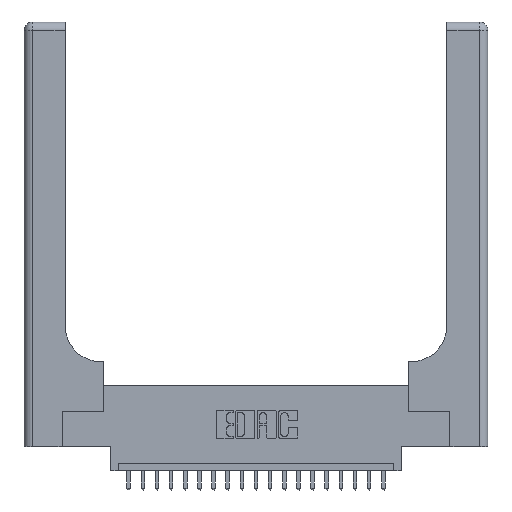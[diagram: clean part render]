
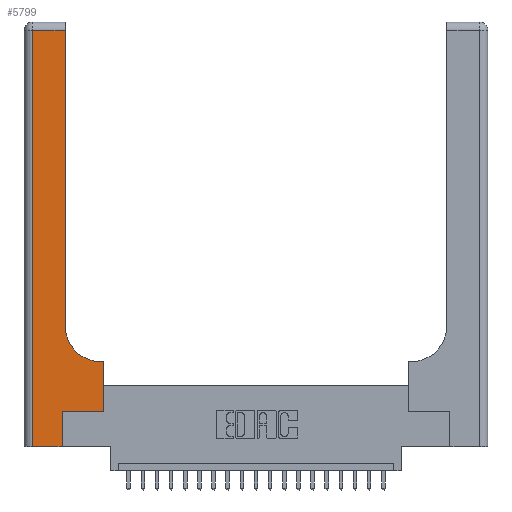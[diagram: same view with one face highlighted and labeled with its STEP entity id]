
A CAD part, top view. The second image highlights one B-rep face of the part: STEP entity #5799.
In plain terms, the highlighted planar face has unit normal (0, 0, 1).
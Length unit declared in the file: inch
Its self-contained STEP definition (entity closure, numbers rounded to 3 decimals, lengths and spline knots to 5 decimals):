
#330 = VECTOR ( 'NONE', #21541, 39.37008 ) ;
#343 = EDGE_CURVE ( 'NONE', #10240, #15840, #10102, .T. ) ;
#645 = ORIENTED_EDGE ( 'NONE', *, *, #1061, .T. ) ;
#763 = CARTESIAN_POINT ( 'NONE',  ( 0.2915, 0.6, 0.37 ) ) ;
#829 = EDGE_CURVE ( 'NONE', #15840, #20979, #18307, .T. ) ;
#1061 = EDGE_CURVE ( 'NONE', #2297, #6718, #4098, .T. ) ;
#1179 = ORIENTED_EDGE ( 'NONE', *, *, #11995, .T. ) ;
#1487 = EDGE_LOOP ( 'NONE', ( #1179, #18502, #1643, #12373, #12939, #9880, #19155, #1730, #645 ) ) ;
#1600 = EDGE_CURVE ( 'NONE', #20979, #8969, #12268, .T. ) ;
#1643 = ORIENTED_EDGE ( 'NONE', *, *, #19047, .T. ) ;
#1730 = ORIENTED_EDGE ( 'NONE', *, *, #13609, .T. ) ;
#1756 = CARTESIAN_POINT ( 'NONE',  ( 0.2915, 0.85, 0.37 ) ) ;
#2100 = VECTOR ( 'NONE', #13032, 39.37008 ) ;
#2297 = VERTEX_POINT ( 'NONE', #7037 ) ;
#2680 = DIRECTION ( 'NONE',  ( 1., 0., 0. ) ) ;
#2890 = CARTESIAN_POINT ( 'NONE',  ( 0.06, 0., 0.37 ) ) ;
#2901 = VECTOR ( 'NONE', #7402, 39.37008 ) ;
#3482 = DIRECTION ( 'NONE',  ( -1., 0., 0. ) ) ;
#3800 = VECTOR ( 'NONE', #8431, 39.37008 ) ;
#4098 = CIRCLE ( 'NONE', #13570, 0.25 ) ;
#4130 = CARTESIAN_POINT ( 'NONE',  ( 0.5585, 0.25, 0.37 ) ) ;
#4953 = LINE ( 'NONE', #16138, #17266 ) ;
#5171 = DIRECTION ( 'NONE',  ( 0., 0., -1. ) ) ;
#5799 = ADVANCED_FACE ( 'NONE', ( #16432 ), #8538, .F. ) ;
#6520 = VECTOR ( 'NONE', #18152, 39.37008 ) ;
#6607 = LINE ( 'NONE', #17009, #10743 ) ;
#6685 = DIRECTION ( 'NONE',  ( -1., 0., 0. ) ) ;
#6718 = VERTEX_POINT ( 'NONE', #1756 ) ;
#7037 = CARTESIAN_POINT ( 'NONE',  ( 0.5415, 0.6, 0.37 ) ) ;
#7402 = DIRECTION ( 'NONE',  ( 0., -1., 0. ) ) ;
#7761 = CARTESIAN_POINT ( 'NONE',  ( 0., 0., 0.37 ) ) ;
#8431 = DIRECTION ( 'NONE',  ( 0., 1., 0. ) ) ;
#8538 = PLANE ( 'NONE',  #17546 ) ;
#8969 = VERTEX_POINT ( 'NONE', #20502 ) ;
#8994 = CARTESIAN_POINT ( 'NONE',  ( 0.269, 0.25, 0.37 ) ) ;
#9524 = DIRECTION ( 'NONE',  ( 0., 0., -1. ) ) ;
#9600 = CARTESIAN_POINT ( 'NONE',  ( 0.5415, 0.85, 0.37 ) ) ;
#9676 = LINE ( 'NONE', #4130, #330 ) ;
#9880 = ORIENTED_EDGE ( 'NONE', *, *, #1600, .T. ) ;
#10102 = LINE ( 'NONE', #7761, #6520 ) ;
#10240 = VERTEX_POINT ( 'NONE', #2890 ) ;
#10743 = VECTOR ( 'NONE', #6685, 39.37008 ) ;
#10865 = CARTESIAN_POINT ( 'NONE',  ( 0.06, 3., 0.37 ) ) ;
#11524 = CARTESIAN_POINT ( 'NONE',  ( 0.269, 0., 0.37 ) ) ;
#11831 = EDGE_CURVE ( 'NONE', #17098, #18269, #6607, .T. ) ;
#11995 = EDGE_CURVE ( 'NONE', #6718, #17098, #4953, .T. ) ;
#12268 = LINE ( 'NONE', #8994, #17166 ) ;
#12373 = ORIENTED_EDGE ( 'NONE', *, *, #343, .T. ) ;
#12939 = ORIENTED_EDGE ( 'NONE', *, *, #829, .T. ) ;
#13032 = DIRECTION ( 'NONE',  ( -1., 0., 0. ) ) ;
#13481 = CARTESIAN_POINT ( 'NONE',  ( 0.5585, 0.6, 0.37 ) ) ;
#13570 = AXIS2_PLACEMENT_3D ( 'NONE', #9600, #9524, #2680 ) ;
#13609 = EDGE_CURVE ( 'NONE', #22615, #2297, #20488, .T. ) ;
#13902 = CARTESIAN_POINT ( 'NONE',  ( 0., 3., 0.37 ) ) ;
#15840 = VERTEX_POINT ( 'NONE', #15878 ) ;
#15878 = CARTESIAN_POINT ( 'NONE',  ( 0.269, 0., 0.37 ) ) ;
#15879 = DIRECTION ( 'NONE',  ( 1., 0., 0. ) ) ;
#16138 = CARTESIAN_POINT ( 'NONE',  ( 0.2915, 3., 0.37 ) ) ;
#16432 = FACE_OUTER_BOUND ( 'NONE', #1487, .T. ) ;
#17009 = CARTESIAN_POINT ( 'NONE',  ( 0., 2.94, 0.37 ) ) ;
#17098 = VERTEX_POINT ( 'NONE', #18795 ) ;
#17166 = VECTOR ( 'NONE', #15879, 39.37008 ) ;
#17266 = VECTOR ( 'NONE', #17896, 39.37008 ) ;
#17546 = AXIS2_PLACEMENT_3D ( 'NONE', #13902, #5171, #3482 ) ;
#17896 = DIRECTION ( 'NONE',  ( 0., 1., 0. ) ) ;
#18152 = DIRECTION ( 'NONE',  ( 1., 0., 0. ) ) ;
#18269 = VERTEX_POINT ( 'NONE', #21742 ) ;
#18307 = LINE ( 'NONE', #11524, #3800 ) ;
#18502 = ORIENTED_EDGE ( 'NONE', *, *, #11831, .T. ) ;
#18777 = LINE ( 'NONE', #10865, #2901 ) ;
#18795 = CARTESIAN_POINT ( 'NONE',  ( 0.2915, 2.94, 0.37 ) ) ;
#19047 = EDGE_CURVE ( 'NONE', #18269, #10240, #18777, .T. ) ;
#19155 = ORIENTED_EDGE ( 'NONE', *, *, #20972, .T. ) ;
#19982 = CARTESIAN_POINT ( 'NONE',  ( 0.269, 0.25, 0.37 ) ) ;
#20488 = LINE ( 'NONE', #763, #2100 ) ;
#20502 = CARTESIAN_POINT ( 'NONE',  ( 0.5585, 0.25, 0.37 ) ) ;
#20972 = EDGE_CURVE ( 'NONE', #8969, #22615, #9676, .T. ) ;
#20979 = VERTEX_POINT ( 'NONE', #19982 ) ;
#21541 = DIRECTION ( 'NONE',  ( 0., 1., 0. ) ) ;
#21742 = CARTESIAN_POINT ( 'NONE',  ( 0.06, 2.94, 0.37 ) ) ;
#22615 = VERTEX_POINT ( 'NONE', #13481 ) ;
